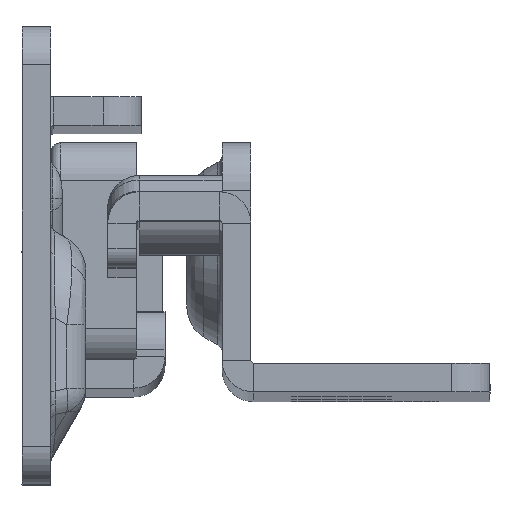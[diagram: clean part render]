
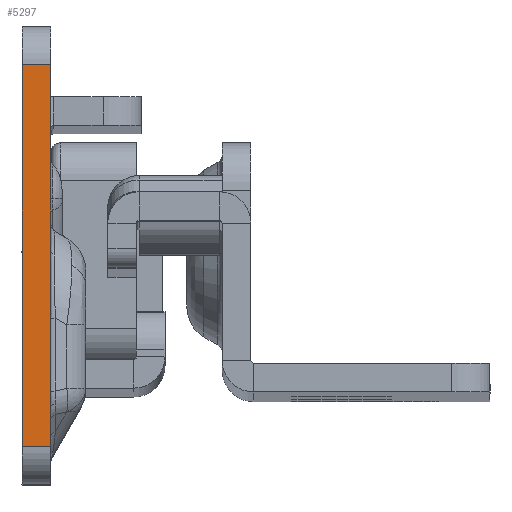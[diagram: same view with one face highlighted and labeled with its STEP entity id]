
A CAD part, top view. The second image highlights one B-rep face of the part: STEP entity #5297.
In plain terms, the highlighted planar face has unit normal (0, 0, 1).
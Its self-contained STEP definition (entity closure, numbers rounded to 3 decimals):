
#754 = EDGE_LOOP ( 'NONE', ( #10535, #5637, #1455, #6997 ) ) ;
#1150 = CARTESIAN_POINT ( 'NONE',  ( 0., -21.7, 0. ) ) ;
#1455 = ORIENTED_EDGE ( 'NONE', *, *, #8107, .T. ) ;
#2399 = LINE ( 'NONE', #17340, #3393 ) ;
#2876 = CARTESIAN_POINT ( 'NONE',  ( -3., 18.3, 0. ) ) ;
#3277 = AXIS2_PLACEMENT_3D ( 'NONE', #10940, #12492, #5745 ) ;
#3393 = VECTOR ( 'NONE', #11796, 1000. ) ;
#4134 = VECTOR ( 'NONE', #14900, 1000. ) ;
#4183 = CARTESIAN_POINT ( 'NONE',  ( -3., 18.3, 0. ) ) ;
#4508 = FACE_OUTER_BOUND ( 'NONE', #754, .T. ) ;
#4971 = VERTEX_POINT ( 'NONE', #2876 ) ;
#5132 = DIRECTION ( 'NONE',  ( 1., 0., 0. ) ) ;
#5168 = VERTEX_POINT ( 'NONE', #7955 ) ;
#5297 = ADVANCED_FACE ( 'NONE', ( #4508 ), #11110, .T. ) ;
#5637 = ORIENTED_EDGE ( 'NONE', *, *, #12765, .F. ) ;
#5745 = DIRECTION ( 'NONE',  ( 1., 0., 0. ) ) ;
#6997 = ORIENTED_EDGE ( 'NONE', *, *, #7654, .T. ) ;
#7427 = CARTESIAN_POINT ( 'NONE',  ( 0., 18.3, 0. ) ) ;
#7654 = EDGE_CURVE ( 'NONE', #5168, #11969, #11808, .T. ) ;
#7930 = CARTESIAN_POINT ( 'NONE',  ( -3., -29.094, 0. ) ) ;
#7955 = CARTESIAN_POINT ( 'NONE',  ( -3., -21.7, 0. ) ) ;
#8027 = LINE ( 'NONE', #7930, #11342 ) ;
#8107 = EDGE_CURVE ( 'NONE', #4971, #5168, #8027, .T. ) ;
#8679 = VERTEX_POINT ( 'NONE', #7427 ) ;
#10535 = ORIENTED_EDGE ( 'NONE', *, *, #15258, .F. ) ;
#10940 = CARTESIAN_POINT ( 'NONE',  ( -3., -29.094, 0. ) ) ;
#11110 = PLANE ( 'NONE',  #3277 ) ;
#11342 = VECTOR ( 'NONE', #13266, 1000. ) ;
#11567 = VECTOR ( 'NONE', #5132, 1000. ) ;
#11796 = DIRECTION ( 'NONE',  ( 0., -1., 0. ) ) ;
#11808 = LINE ( 'NONE', #14800, #11567 ) ;
#11969 = VERTEX_POINT ( 'NONE', #1150 ) ;
#12176 = LINE ( 'NONE', #4183, #4134 ) ;
#12492 = DIRECTION ( 'NONE',  ( 0., 0., 1. ) ) ;
#12765 = EDGE_CURVE ( 'NONE', #4971, #8679, #12176, .T. ) ;
#13266 = DIRECTION ( 'NONE',  ( 0., -1., 0. ) ) ;
#14800 = CARTESIAN_POINT ( 'NONE',  ( -142.194, -21.7, 0. ) ) ;
#14900 = DIRECTION ( 'NONE',  ( 1., 0., 0. ) ) ;
#15258 = EDGE_CURVE ( 'NONE', #8679, #11969, #2399, .T. ) ;
#17340 = CARTESIAN_POINT ( 'NONE',  ( 0., -29.094, 0. ) ) ;
